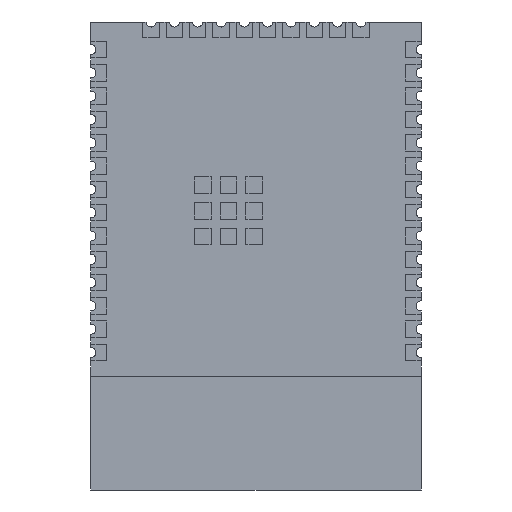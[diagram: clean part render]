
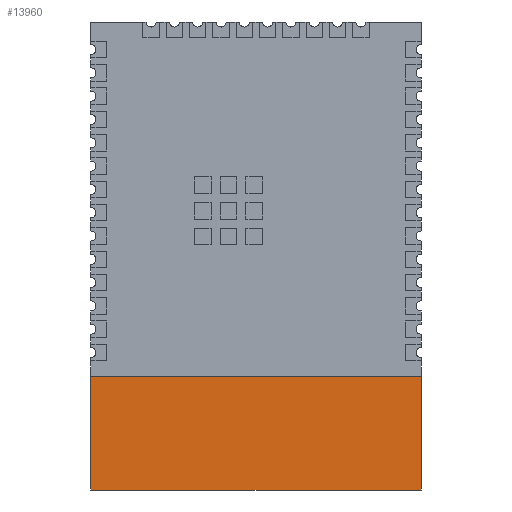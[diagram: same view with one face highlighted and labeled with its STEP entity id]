
A CAD part, front view. The second image highlights one B-rep face of the part: STEP entity #13960.
In plain terms, the highlighted planar face has unit normal (0, -1, 0).
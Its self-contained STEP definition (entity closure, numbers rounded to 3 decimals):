
#509 = EDGE_LOOP ( 'NONE', ( #11204, #16365, #962, #28997 ) ) ;
#962 = ORIENTED_EDGE ( 'NONE', *, *, #30888, .T. ) ;
#3616 = CARTESIAN_POINT ( 'NONE',  ( 9., -1.55, -12.75 ) ) ;
#6538 = FACE_OUTER_BOUND ( 'NONE', #509, .T. ) ;
#7290 = VECTOR ( 'NONE', #20393, 1000. ) ;
#7598 = LINE ( 'NONE', #11365, #24737 ) ;
#8382 = VERTEX_POINT ( 'NONE', #10154 ) ;
#8528 = DIRECTION ( 'NONE',  ( -1., 0., 0. ) ) ;
#8536 = CARTESIAN_POINT ( 'NONE',  ( -9., -1.55, -12.75 ) ) ;
#8794 = DIRECTION ( 'NONE',  ( 0., 0., 1. ) ) ;
#9594 = CARTESIAN_POINT ( 'NONE',  ( -9., -1.55, -6.56 ) ) ;
#10154 = CARTESIAN_POINT ( 'NONE',  ( -9., -1.55, -12.75 ) ) ;
#11018 = DIRECTION ( 'NONE',  ( 0., 0., 1. ) ) ;
#11204 = ORIENTED_EDGE ( 'NONE', *, *, #23803, .T. ) ;
#11365 = CARTESIAN_POINT ( 'NONE',  ( -9., -1.55, -12.75 ) ) ;
#11610 = CARTESIAN_POINT ( 'NONE',  ( 0., -1.55, 0. ) ) ;
#13960 = ADVANCED_FACE ( 'NONE', ( #6538 ), #22953, .F. ) ;
#16365 = ORIENTED_EDGE ( 'NONE', *, *, #18871, .T. ) ;
#17571 = VERTEX_POINT ( 'NONE', #23334 ) ;
#18871 = EDGE_CURVE ( 'NONE', #8382, #17571, #7598, .T. ) ;
#18936 = LINE ( 'NONE', #3616, #27530 ) ;
#20393 = DIRECTION ( 'NONE',  ( 0., 0., -1. ) ) ;
#20695 = LINE ( 'NONE', #8536, #7290 ) ;
#22953 = PLANE ( 'NONE',  #25123 ) ;
#23334 = CARTESIAN_POINT ( 'NONE',  ( 9., -1.55, -12.75 ) ) ;
#23560 = VERTEX_POINT ( 'NONE', #9594 ) ;
#23803 = EDGE_CURVE ( 'NONE', #23560, #8382, #20695, .T. ) ;
#24451 = LINE ( 'NONE', #27372, #27022 ) ;
#24647 = CARTESIAN_POINT ( 'NONE',  ( 9., -1.55, -6.56 ) ) ;
#24737 = VECTOR ( 'NONE', #25834, 1000. ) ;
#25123 = AXIS2_PLACEMENT_3D ( 'NONE', #11610, #30672, #8794 ) ;
#25834 = DIRECTION ( 'NONE',  ( 1., 0., 0. ) ) ;
#27022 = VECTOR ( 'NONE', #8528, 1000. ) ;
#27372 = CARTESIAN_POINT ( 'NONE',  ( -9., -1.55, -6.56 ) ) ;
#27530 = VECTOR ( 'NONE', #11018, 1000. ) ;
#28744 = EDGE_CURVE ( 'NONE', #29328, #23560, #24451, .T. ) ;
#28997 = ORIENTED_EDGE ( 'NONE', *, *, #28744, .T. ) ;
#29328 = VERTEX_POINT ( 'NONE', #24647 ) ;
#30672 = DIRECTION ( 'NONE',  ( 0., 1., 0. ) ) ;
#30888 = EDGE_CURVE ( 'NONE', #17571, #29328, #18936, .T. ) ;
